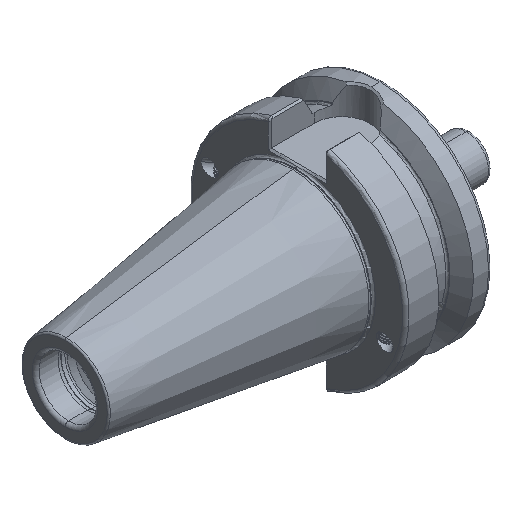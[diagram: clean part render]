
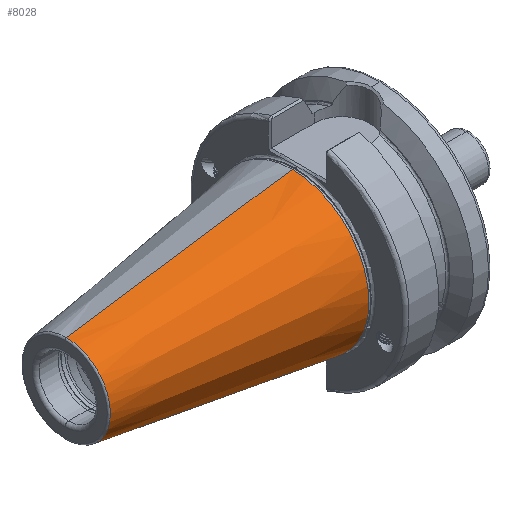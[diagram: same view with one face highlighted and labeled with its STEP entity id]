
A CAD part, isometric view. The second image highlights one B-rep face of the part: STEP entity #8028.
In plain terms, the highlighted conical face has half-angle 8.297 degrees and reference radius 22.298 mm.
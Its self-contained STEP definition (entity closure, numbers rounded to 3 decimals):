
#37 = EDGE_CURVE ( 'NONE', #6347, #6344, #12747, .T. ) ;
#39 = EDGE_CURVE ( 'NONE', #6345, #6343, #12753, .T. ) ;
#521 = CARTESIAN_POINT ( 'NONE',  ( -1.5, 0., -22.298 ) ) ;
#522 = CARTESIAN_POINT ( 'NONE',  ( -1.5, 0., 22.298 ) ) ;
#523 = CARTESIAN_POINT ( 'NONE',  ( -66.972, 0., -12.75 ) ) ;
#525 = CARTESIAN_POINT ( 'NONE',  ( -66.972, 0., 12.75 ) ) ;
#1087 = ORIENTED_EDGE ( 'NONE', *, *, #13375, .F. ) ;
#1088 = ORIENTED_EDGE ( 'NONE', *, *, #37, .F. ) ;
#1089 = ORIENTED_EDGE ( 'NONE', *, *, #13376, .T. ) ;
#1090 = ORIENTED_EDGE ( 'NONE', *, *, #39, .T. ) ;
#1228 = VECTOR ( 'NONE', #12755, 1000. ) ;
#1231 = VECTOR ( 'NONE', #12749, 1000. ) ;
#1286 = AXIS2_PLACEMENT_3D ( 'NONE', #14601, #14602, #14603 ) ;
#1699 = CARTESIAN_POINT ( 'NONE',  ( -1.5, 0., 0. ) ) ;
#1700 = DIRECTION ( 'NONE',  ( 1., 0., 0. ) ) ;
#1701 = DIRECTION ( 'NONE',  ( 0., 0., -1. ) ) ;
#1702 = CARTESIAN_POINT ( 'NONE',  ( -66.972, 0., 0. ) ) ;
#1703 = DIRECTION ( 'NONE',  ( 1., 0., 0. ) ) ;
#1704 = DIRECTION ( 'NONE',  ( 0., 0., -1. ) ) ;
#2589 = EDGE_LOOP ( 'NONE', ( #1088, #1089, #1090, #1087 ) ) ;
#6343 = VERTEX_POINT ( 'NONE', #521 ) ;
#6344 = VERTEX_POINT ( 'NONE', #522 ) ;
#6345 = VERTEX_POINT ( 'NONE', #523 ) ;
#6347 = VERTEX_POINT ( 'NONE', #525 ) ;
#7648 = AXIS2_PLACEMENT_3D ( 'NONE', #1702, #1703, #1704 ) ;
#7649 = AXIS2_PLACEMENT_3D ( 'NONE', #1699, #1700, #1701 ) ;
#7719 = CONICAL_SURFACE ( 'NONE', #1286, 22.298, 0.145 ) ;
#7878 = CIRCLE ( 'NONE', #7649, 22.298 ) ;
#7879 = CIRCLE ( 'NONE', #7648, 12.75 ) ;
#8028 = ADVANCED_FACE ( 'NONE', ( #13117 ), #7719, .T. ) ;
#12747 = LINE ( 'NONE', #12748, #1231 ) ;
#12748 = CARTESIAN_POINT ( 'NONE',  ( -1.5, 0., 22.298 ) ) ;
#12749 = DIRECTION ( 'NONE',  ( 0.99, 0., 0.144 ) ) ;
#12753 = LINE ( 'NONE', #12754, #1228 ) ;
#12754 = CARTESIAN_POINT ( 'NONE',  ( -1.5, 0., -22.298 ) ) ;
#12755 = DIRECTION ( 'NONE',  ( 0.99, 0., -0.144 ) ) ;
#13117 = FACE_OUTER_BOUND ( 'NONE', #2589, .T. ) ;
#13375 = EDGE_CURVE ( 'NONE', #6344, #6343, #7878, .T. ) ;
#13376 = EDGE_CURVE ( 'NONE', #6347, #6345, #7879, .T. ) ;
#14601 = CARTESIAN_POINT ( 'NONE',  ( -1.5, 0., 0. ) ) ;
#14602 = DIRECTION ( 'NONE',  ( 1., 0., 0. ) ) ;
#14603 = DIRECTION ( 'NONE',  ( 0., 0., -1. ) ) ;
